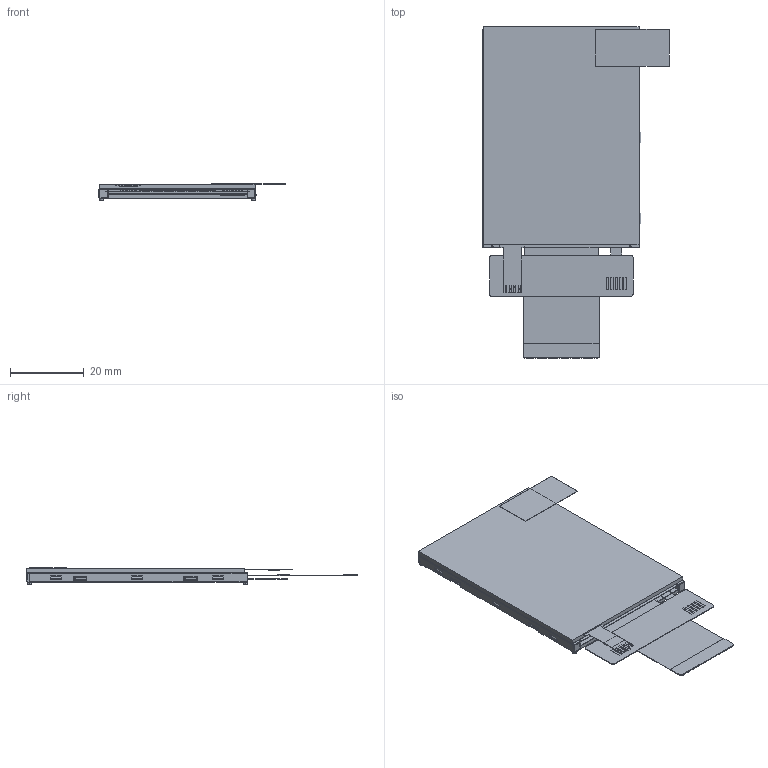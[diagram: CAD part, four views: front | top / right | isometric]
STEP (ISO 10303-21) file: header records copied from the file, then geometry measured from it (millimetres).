
FILE_DESCRIPTION((''),'2;1');
FILE_NAME('T39-B1_ASM','2017-03-16T',('B00088'),(''),'PRO/ENGINEER BY PARAMETRIC TECHNOLOGY CORPORATION, 2010100','PRO/ENGINEER BY PARAMETRIC TECHNOLOGY CORPORATION, 2010100','');
FILE_SCHEMA(('CONFIG_CONTROL_DESIGN'));
Length unit declared in the file: millimetre
Products named in the file (20): PRT0001; PRT0002; PRT0004; PRT0005; ASM0004_ASM; PRT0006; PRT0007; PRT0008; PRT0009; ASM0005_ASM; PRT0010; PRT0011; ASM0003_ASM; 29-TFT; PRT0003; N39NPC; PRT0013; 29-TP; PRT0027; T39-B1_ASM
Assembly tree (22 placements, depth 4):
  T39-B1_ASM
    ASM0003_ASM
      PRT0001
      PRT0002
      ASM0004_ASM
        PRT0004  x4
        PRT0005
      PRT0006
      PRT0007
      PRT0008
      ASM0005_ASM
        PRT0009
      PRT0010
      PRT0011
    29-TFT
    PRT0003
    N39NPC
    PRT0013
    29-TP
    PRT0027
Bounding box: 50.64 x 90.21 x 4.54 mm (x, y, z)
Volume: 8919.9 mm3; surface area: 42197.1 mm2
Topology: 19 solids, 19 shells, 2258 faces, 6011 edges, 3918 vertices
Faces by surface type: plane 2121, cylinder 137
Entity records: 66361 total; most frequent: CARTESIAN_POINT 11734, ORIENTED_EDGE 11512, DIRECTION 10472, EDGE_CURVE 5756, VECTOR 5482, LINE 5482, VERTEX_POINT 3750, AXIS2_PLACEMENT_3D 2495
